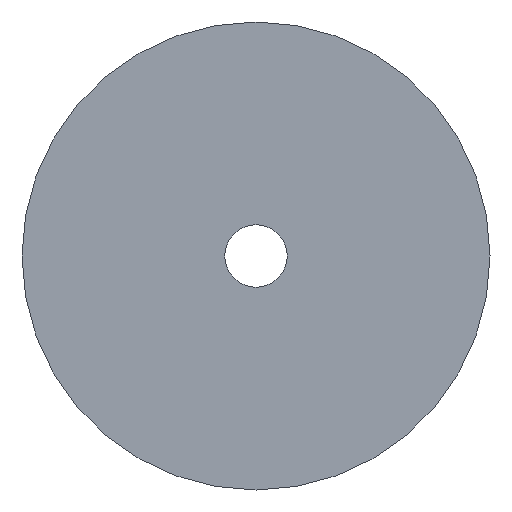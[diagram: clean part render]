
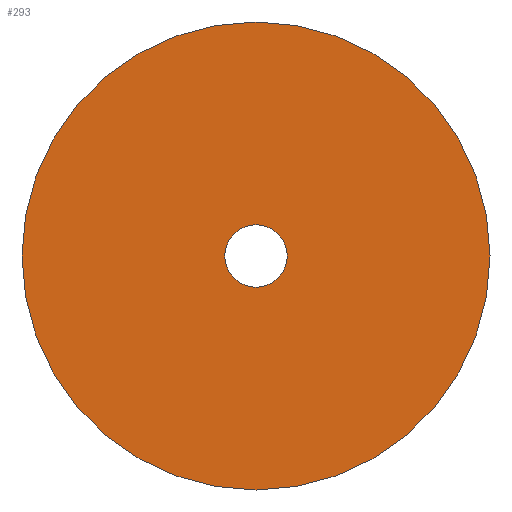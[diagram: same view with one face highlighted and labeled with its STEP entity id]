
A CAD part, front view. The second image highlights one B-rep face of the part: STEP entity #293.
In plain terms, the highlighted planar face has unit normal (0, -1, 0).
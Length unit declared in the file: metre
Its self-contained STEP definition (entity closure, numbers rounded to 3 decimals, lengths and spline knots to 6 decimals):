
#4 = DIRECTION ( 'NONE',  ( 0., 0., -1. ) ) ;
#31 = ORIENTED_EDGE ( 'NONE', *, *, #403, .F. ) ;
#35 = CIRCLE ( 'NONE', #603, 0.15 ) ;
#50 = CARTESIAN_POINT ( 'NONE',  ( 0., 0., 0. ) ) ;
#60 = DIRECTION ( 'NONE',  ( 0., 0., -1. ) ) ;
#62 = VERTEX_POINT ( 'NONE', #462 ) ;
#69 = EDGE_LOOP ( 'NONE', ( #362, #182 ) ) ;
#75 = ORIENTED_EDGE ( 'NONE', *, *, #326, .F. ) ;
#107 = CARTESIAN_POINT ( 'NONE',  ( 0., 0., 0. ) ) ;
#125 = AXIS2_PLACEMENT_3D ( 'NONE', #266, #577, #313 ) ;
#154 = DIRECTION ( 'NONE',  ( 0., 1., 0. ) ) ;
#165 = CARTESIAN_POINT ( 'NONE',  ( 0., 0., -0.15 ) ) ;
#168 = DIRECTION ( 'NONE',  ( 0., -1., 0. ) ) ;
#170 = CIRCLE ( 'NONE', #257, 0.02 ) ;
#182 = ORIENTED_EDGE ( 'NONE', *, *, #502, .F. ) ;
#187 = AXIS2_PLACEMENT_3D ( 'NONE', #569, #212, #387 ) ;
#202 = EDGE_LOOP ( 'NONE', ( #75, #31 ) ) ;
#212 = DIRECTION ( 'NONE',  ( 0., 1., 0. ) ) ;
#257 = AXIS2_PLACEMENT_3D ( 'NONE', #107, #575, #4 ) ;
#266 = CARTESIAN_POINT ( 'NONE',  ( 0., 0., 0. ) ) ;
#270 = EDGE_CURVE ( 'NONE', #420, #62, #35, .T. ) ;
#293 = ADVANCED_FACE ( 'NONE', ( #325, #587 ), #352, .F. ) ;
#310 = DIRECTION ( 'NONE',  ( 0., 0., 1. ) ) ;
#312 = CIRCLE ( 'NONE', #364, 0.02 ) ;
#313 = DIRECTION ( 'NONE',  ( 0., 0., 1. ) ) ;
#325 = FACE_BOUND ( 'NONE', #202, .T. ) ;
#326 = EDGE_CURVE ( 'NONE', #329, #400, #170, .T. ) ;
#329 = VERTEX_POINT ( 'NONE', #525 ) ;
#352 = PLANE ( 'NONE',  #187 ) ;
#362 = ORIENTED_EDGE ( 'NONE', *, *, #270, .F. ) ;
#364 = AXIS2_PLACEMENT_3D ( 'NONE', #483, #168, #60 ) ;
#387 = DIRECTION ( 'NONE',  ( 0., 0., 1. ) ) ;
#400 = VERTEX_POINT ( 'NONE', #527 ) ;
#403 = EDGE_CURVE ( 'NONE', #400, #329, #312, .T. ) ;
#404 = CIRCLE ( 'NONE', #125, 0.15 ) ;
#420 = VERTEX_POINT ( 'NONE', #165 ) ;
#462 = CARTESIAN_POINT ( 'NONE',  ( 0., 0., 0.15 ) ) ;
#483 = CARTESIAN_POINT ( 'NONE',  ( 0., 0., 0. ) ) ;
#502 = EDGE_CURVE ( 'NONE', #62, #420, #404, .T. ) ;
#525 = CARTESIAN_POINT ( 'NONE',  ( 0., 0., -0.02 ) ) ;
#527 = CARTESIAN_POINT ( 'NONE',  ( 0., 0., 0.02 ) ) ;
#569 = CARTESIAN_POINT ( 'NONE',  ( 0., 0., 0. ) ) ;
#575 = DIRECTION ( 'NONE',  ( 0., -1., 0. ) ) ;
#577 = DIRECTION ( 'NONE',  ( 0., 1., 0. ) ) ;
#587 = FACE_OUTER_BOUND ( 'NONE', #69, .T. ) ;
#603 = AXIS2_PLACEMENT_3D ( 'NONE', #50, #154, #310 ) ;
